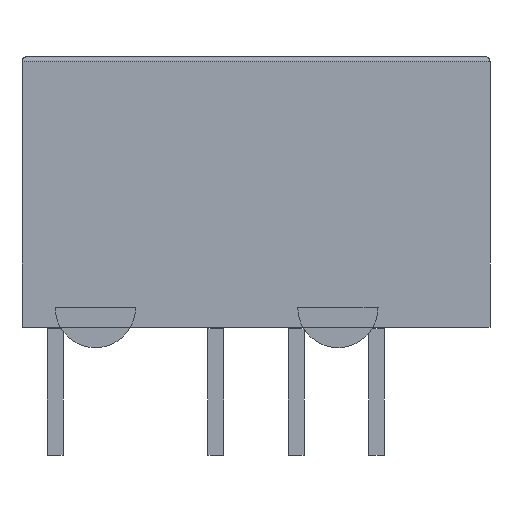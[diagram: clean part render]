
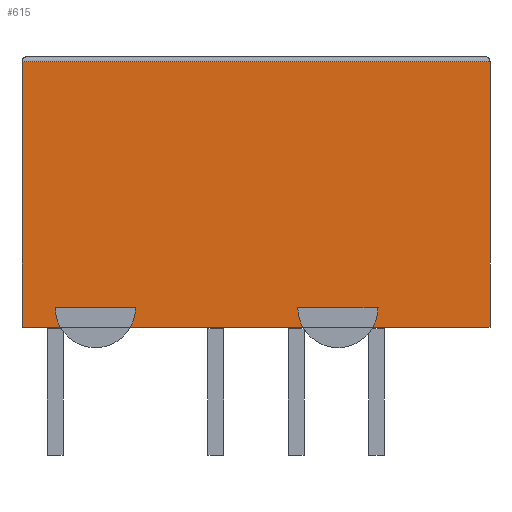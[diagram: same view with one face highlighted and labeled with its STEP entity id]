
A CAD part, left-side view. The second image highlights one B-rep face of the part: STEP entity #615.
In plain terms, the highlighted planar face has unit normal (-1, 0, 0).
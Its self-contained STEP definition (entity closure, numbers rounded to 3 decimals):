
#13=DIRECTION('',(0.,0.,1.));
#505=VERTEX_POINT('',#506);
#506=CARTESIAN_POINT('',(-1.11,1.05,9.05));
#512=EDGE_CURVE('',#513,#505,#515,.T.);
#513=VERTEX_POINT('',#514);
#514=CARTESIAN_POINT('',(-1.11,1.05,0.65));
#515=LINE('',#514,#516);
#516=VECTOR('',#13,1.);
#540=DIRECTION('',(0.,-1.,0.));
#615=ADVANCED_FACE('',(#616),#676,.F.);
#616=FACE_BOUND('',#617,.F.);
#617=EDGE_LOOP('',(#618,#619,#625,#630,#635,#644,#650,#654,#658,#665,    #670,#674));
#618=ORIENTED_EDGE('',*,*,#512,.T.);
#619=ORIENTED_EDGE('',*,*,#620,.T.);
#620=EDGE_CURVE('',#505,#621,#623,.T.);
#621=VERTEX_POINT('',#622);
#622=CARTESIAN_POINT('',(-1.11,-13.75,9.05));
#623=LINE('',#506,#624);
#624=VECTOR('',#540,1.);
#625=ORIENTED_EDGE('',*,*,#626,.F.);
#626=EDGE_CURVE('',#627,#621,#629,.T.);
#627=VERTEX_POINT('',#628);
#628=CARTESIAN_POINT('',(-1.11,-13.75,0.65));
#629=LINE('',#628,#516);
#630=ORIENTED_EDGE('',*,*,#631,.F.);
#631=EDGE_CURVE('',#632,#627,#634,.T.);
#632=VERTEX_POINT('',#633);
#633=CARTESIAN_POINT('',(-1.11,-10.048,0.65));
#634=LINE('',#514,#624);
#635=ORIENTED_EDGE('',*,*,#636,.F.);
#636=EDGE_CURVE('',#637,#632,#639,.T.);
#637=VERTEX_POINT('',#638);
#638=CARTESIAN_POINT('',(-1.11,-10.21,1.27));
#639=CIRCLE('',#640,1.27);
#640=AXIS2_PLACEMENT_3D('',#641,#642,#643);
#641=CARTESIAN_POINT('',(-1.11,-8.94,1.27));
#642=DIRECTION('',(1.,0.,0.));
#643=DIRECTION('',(0.,1.,0.));
#644=ORIENTED_EDGE('',*,*,#645,.T.);
#645=EDGE_CURVE('',#637,#646,#648,.T.);
#646=VERTEX_POINT('',#647);
#647=CARTESIAN_POINT('',(-1.11,-7.67,1.27));
#648=LINE('',#638,#649);
#649=VECTOR('',#643,1.);
#650=ORIENTED_EDGE('',*,*,#651,.F.);
#651=EDGE_CURVE('',#652,#646,#639,.T.);
#652=VERTEX_POINT('',#653);
#653=CARTESIAN_POINT('',(-1.11,-7.832,0.65));
#654=ORIENTED_EDGE('',*,*,#655,.F.);
#655=EDGE_CURVE('',#656,#652,#634,.T.);
#656=VERTEX_POINT('',#657);
#657=CARTESIAN_POINT('',(-1.11,-2.378,0.65));
#658=ORIENTED_EDGE('',*,*,#659,.F.);
#659=EDGE_CURVE('',#660,#656,#662,.T.);
#660=VERTEX_POINT('',#661);
#661=CARTESIAN_POINT('',(-1.11,-2.54,1.27));
#662=CIRCLE('',#663,1.27);
#663=AXIS2_PLACEMENT_3D('',#664,#642,#643);
#664=CARTESIAN_POINT('',(-1.11,-1.27,1.27));
#665=ORIENTED_EDGE('',*,*,#666,.T.);
#666=EDGE_CURVE('',#660,#667,#669,.T.);
#667=VERTEX_POINT('',#668);
#668=CARTESIAN_POINT('',(-1.11,0.,1.27));
#669=LINE('',#661,#649);
#670=ORIENTED_EDGE('',*,*,#671,.F.);
#671=EDGE_CURVE('',#672,#667,#662,.T.);
#672=VERTEX_POINT('',#673);
#673=CARTESIAN_POINT('',(-1.11,-0.162,0.65));
#674=ORIENTED_EDGE('',*,*,#675,.F.);
#675=EDGE_CURVE('',#513,#672,#634,.T.);
#676=PLANE('',#677);
#677=AXIS2_PLACEMENT_3D('',#514,#678,#540);
#678=DIRECTION('',(1.,0.,0.));
